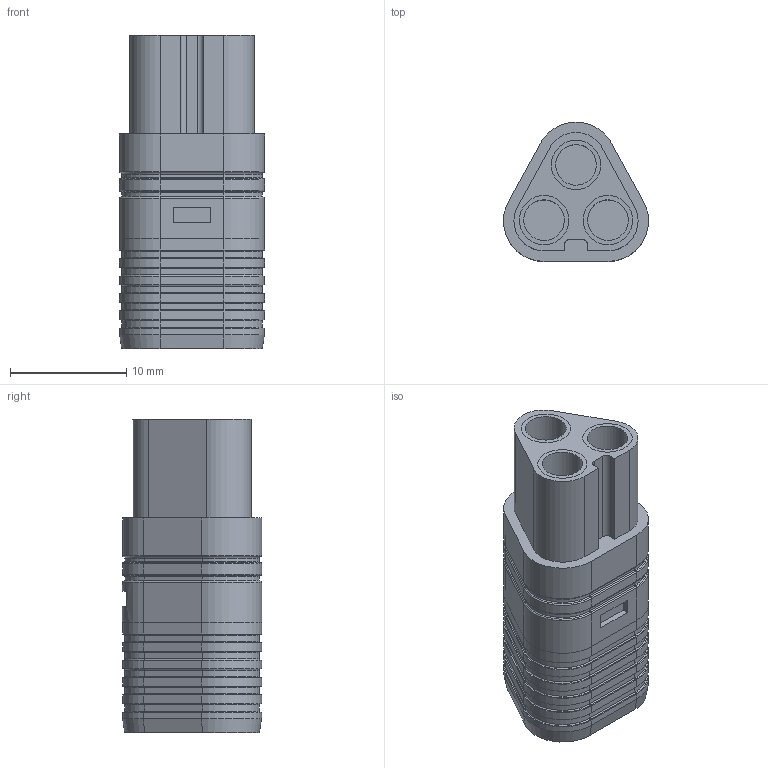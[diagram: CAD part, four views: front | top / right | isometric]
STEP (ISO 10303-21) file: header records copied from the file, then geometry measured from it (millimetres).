
FILE_DESCRIPTION(/* description */ ('','CAx-IF Rec.Pracs.---Representation and Presentation of Product Manufacturing Information (PMI)---4.0---2014-10-13'),/* implementation_level */ '2;1');
FILE_NAME(/* name */ 'MT60-F.stp',/* time_stamp */ '2021-11-22T16:53:06+01:00',/* author */ ('luc.lebaillif'),/* organization */ (''),/* preprocessor_version */ 'ST-DEVELOPER v18.1',/* originating_system */ 'Autodesk Inventor 2021',/* authorisation */ '');
FILE_SCHEMA (('AP242_MANAGED_MODEL_BASED_3D_ENGINEERING_MIM_LF { 1 0 10303 442 1 1 4 }'));
Length unit declared in the file: millimetre
Products named in the file (1): MT60-F
Bounding box: 12.5 x 12 x 27 mm (x, y, z)
Volume: 1572.3 mm3; surface area: 4119.9 mm2
Topology: 5 solids, 5 shells, 313 faces, 895 edges, 756 vertices
Faces by surface type: cylinder 134, plane 122, torus 54, cone 3
Full cylindrical faces by diameter (mm): 2.85 x3, 3.5 x3, 4.25 x6
Entity records: 10170 total; most frequent: CARTESIAN_POINT 1983, DIRECTION 1836, ORIENTED_EDGE 1470, EDGE_CURVE 735, AXIS2_PLACEMENT_3D 721, VERTEX_POINT 448, LINE 394, VECTOR 394
